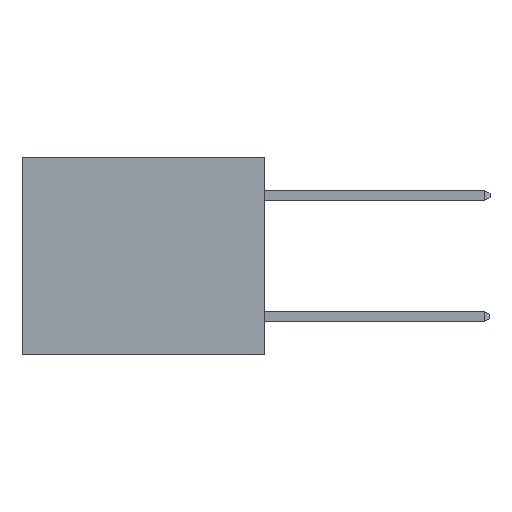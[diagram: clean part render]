
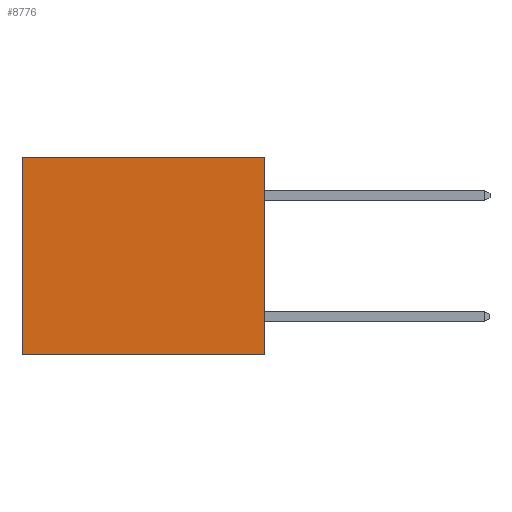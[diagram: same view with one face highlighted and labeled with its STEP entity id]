
A CAD part, left-side view. The second image highlights one B-rep face of the part: STEP entity #8776.
In plain terms, the highlighted planar face has unit normal (-1, 0, 0).
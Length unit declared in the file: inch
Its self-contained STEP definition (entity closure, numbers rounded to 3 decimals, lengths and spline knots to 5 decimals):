
#76 = DIRECTION ( 'NONE',  ( 0., 0., -1. ) ) ;
#442 = LINE ( 'NONE', #7096, #5853 ) ;
#579 = EDGE_CURVE ( 'NONE', #2088, #9044, #746, .T. ) ;
#617 = CARTESIAN_POINT ( 'NONE',  ( 0.3165, 0., 0. ) ) ;
#746 = LINE ( 'NONE', #9806, #5348 ) ;
#1060 = EDGE_CURVE ( 'NONE', #3424, #3540, #9436, .T. ) ;
#2088 = VERTEX_POINT ( 'NONE', #9756 ) ;
#2529 = ORIENTED_EDGE ( 'NONE', *, *, #579, .F. ) ;
#3324 = DIRECTION ( 'NONE',  ( 0., 0., -1. ) ) ;
#3424 = VERTEX_POINT ( 'NONE', #7979 ) ;
#3471 = PLANE ( 'NONE',  #6119 ) ;
#3507 = DIRECTION ( 'NONE',  ( 1., 0., 0. ) ) ;
#3540 = VERTEX_POINT ( 'NONE', #4570 ) ;
#3689 = DIRECTION ( 'NONE',  ( 0., 1., 0. ) ) ;
#4570 = CARTESIAN_POINT ( 'NONE',  ( 0.3165, 0.6, 0. ) ) ;
#5348 = VECTOR ( 'NONE', #3689, 39.37008 ) ;
#5853 = VECTOR ( 'NONE', #3324, 39.37008 ) ;
#6119 = AXIS2_PLACEMENT_3D ( 'NONE', #8025, #3507, #8792 ) ;
#6139 = EDGE_CURVE ( 'NONE', #3540, #9044, #9544, .T. ) ;
#6493 = CARTESIAN_POINT ( 'NONE',  ( 0.3165, 0.6, -0.49 ) ) ;
#6689 = VECTOR ( 'NONE', #76, 39.37008 ) ;
#6792 = DIRECTION ( 'NONE',  ( 0., 1., 0. ) ) ;
#7096 = CARTESIAN_POINT ( 'NONE',  ( 0.3165, 0., -0.49 ) ) ;
#7205 = FACE_OUTER_BOUND ( 'NONE', #7771, .T. ) ;
#7392 = EDGE_CURVE ( 'NONE', #3424, #2088, #442, .T. ) ;
#7771 = EDGE_LOOP ( 'NONE', ( #8452, #2529, #8385, #9580 ) ) ;
#7979 = CARTESIAN_POINT ( 'NONE',  ( 0.3165, 0., 0. ) ) ;
#8025 = CARTESIAN_POINT ( 'NONE',  ( 0.3165, 0., -0.49 ) ) ;
#8385 = ORIENTED_EDGE ( 'NONE', *, *, #7392, .F. ) ;
#8452 = ORIENTED_EDGE ( 'NONE', *, *, #6139, .T. ) ;
#8776 = ADVANCED_FACE ( 'NONE', ( #7205 ), #3471, .F. ) ;
#8792 = DIRECTION ( 'NONE',  ( 0., 0., -1. ) ) ;
#9044 = VERTEX_POINT ( 'NONE', #6493 ) ;
#9300 = CARTESIAN_POINT ( 'NONE',  ( 0.3165, 0.6, -0.49 ) ) ;
#9436 = LINE ( 'NONE', #617, #9672 ) ;
#9544 = LINE ( 'NONE', #9300, #6689 ) ;
#9580 = ORIENTED_EDGE ( 'NONE', *, *, #1060, .T. ) ;
#9672 = VECTOR ( 'NONE', #6792, 39.37008 ) ;
#9756 = CARTESIAN_POINT ( 'NONE',  ( 0.3165, 0., -0.49 ) ) ;
#9806 = CARTESIAN_POINT ( 'NONE',  ( 0.3165, 0., -0.49 ) ) ;
